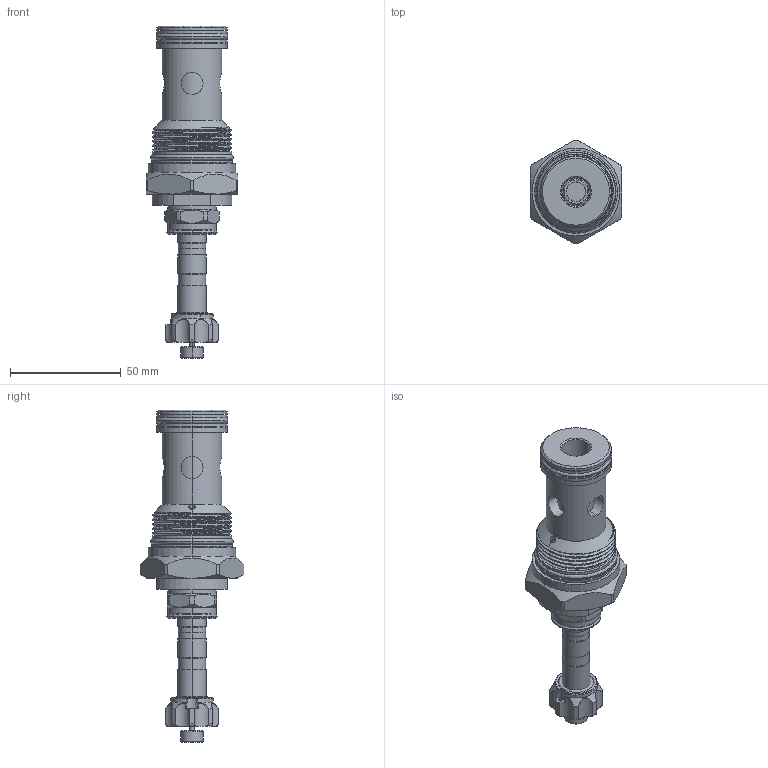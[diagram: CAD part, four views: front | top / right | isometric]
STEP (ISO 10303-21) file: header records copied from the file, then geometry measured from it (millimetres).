
FILE_DESCRIPTION (( 'STEP AP203' ), '1' );
FILE_NAME ('EP16A2A03P95.STEP', '2020-03-30T03:43:12', ( '' ), ( '' ), 'SwSTEP 2.0', 'SolidWorks 2018', '' );
FILE_SCHEMA (( 'CONFIG_CONTROL_DESIGN' ));
Length unit declared in the file: millimetre
Products named in the file (1): EP16A2A03P95
Bounding box: 41.2 x 46.8 x 149.65 mm (x, y, z)
Volume: 78635 mm3; surface area: 22010.4 mm2
Topology: 7 solids, 7 shells, 366 faces, 872 edges, 534 vertices
Faces by surface type: cylinder 162, torus 55, plane 55, cone 55, bspline 37, sphere 2
Entity records: 14987 total; most frequent: CARTESIAN_POINT 6763, ORIENTED_EDGE 1740, DIRECTION 1702, EDGE_CURVE 870, AXIS2_PLACEMENT_3D 730, VERTEX_POINT 534, CIRCLE 400, EDGE_LOOP 396
